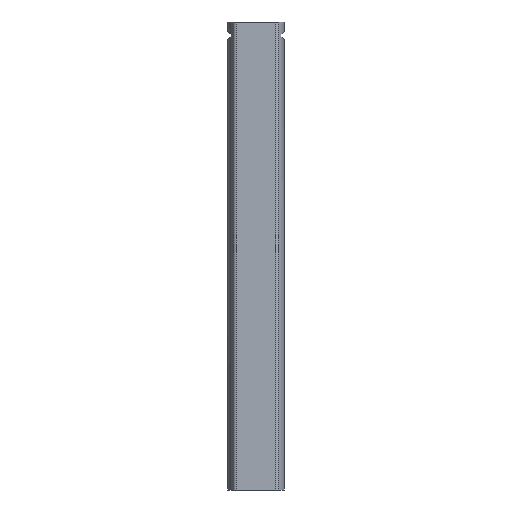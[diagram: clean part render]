
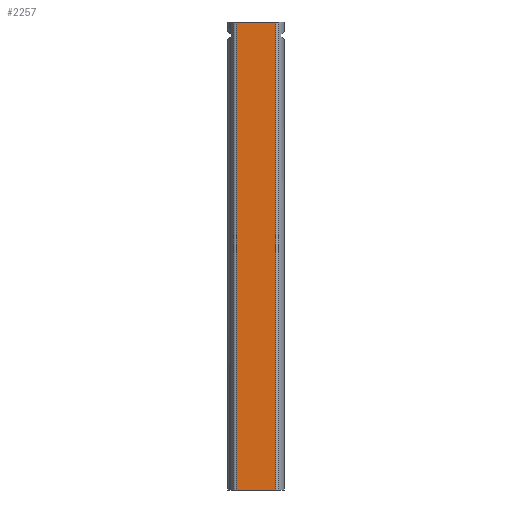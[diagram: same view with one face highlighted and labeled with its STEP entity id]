
A CAD part, left-side view. The second image highlights one B-rep face of the part: STEP entity #2257.
In plain terms, the highlighted planar face has unit normal (-1, 0, 0).
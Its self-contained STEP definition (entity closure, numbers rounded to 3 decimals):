
#22 = FACE_OUTER_BOUND ( 'NONE', #330, .T. ) ;
#148 = ORIENTED_EDGE ( 'NONE', *, *, #2183, .F. ) ;
#252 = DIRECTION ( 'NONE',  ( 0., -1., 0. ) ) ;
#330 = EDGE_LOOP ( 'NONE', ( #2361, #1232, #148, #1724 ) ) ;
#342 = CARTESIAN_POINT ( 'NONE',  ( -89.914, -62.301, -500. ) ) ;
#539 = VECTOR ( 'NONE', #4389, 1000. ) ;
#639 = LINE ( 'NONE', #342, #3905 ) ;
#674 = CARTESIAN_POINT ( 'NONE',  ( -89.914, -20.552, 0. ) ) ;
#701 = CARTESIAN_POINT ( 'NONE',  ( -89.914, -62.301, 1000. ) ) ;
#717 = VERTEX_POINT ( 'NONE', #3490 ) ;
#754 = DIRECTION ( 'NONE',  ( 0., -1., 0. ) ) ;
#808 = VERTEX_POINT ( 'NONE', #701 ) ;
#821 = EDGE_CURVE ( 'NONE', #2862, #717, #3388, .T. ) ;
#932 = EDGE_CURVE ( 'NONE', #1616, #808, #639, .T. ) ;
#941 = VECTOR ( 'NONE', #2301, 1000. ) ;
#1156 = CARTESIAN_POINT ( 'NONE',  ( -89.914, -62.301, 0. ) ) ;
#1232 = ORIENTED_EDGE ( 'NONE', *, *, #932, .T. ) ;
#1315 = LINE ( 'NONE', #674, #3842 ) ;
#1616 = VERTEX_POINT ( 'NONE', #1156 ) ;
#1724 = ORIENTED_EDGE ( 'NONE', *, *, #821, .T. ) ;
#1747 = PLANE ( 'NONE',  #2135 ) ;
#2001 = DIRECTION ( 'NONE',  ( 0., 0., 1. ) ) ;
#2008 = CARTESIAN_POINT ( 'NONE',  ( -89.914, 21.197, 1000. ) ) ;
#2030 = CARTESIAN_POINT ( 'NONE',  ( -89.914, 25.044, -500. ) ) ;
#2135 = AXIS2_PLACEMENT_3D ( 'NONE', #2030, #3808, #754 ) ;
#2183 = EDGE_CURVE ( 'NONE', #2862, #808, #2652, .T. ) ;
#2257 = ADVANCED_FACE ( 'NONE', ( #22 ), #1747, .T. ) ;
#2301 = DIRECTION ( 'NONE',  ( 0., -1., 0. ) ) ;
#2361 = ORIENTED_EDGE ( 'NONE', *, *, #3599, .T. ) ;
#2629 = CARTESIAN_POINT ( 'NONE',  ( -89.914, 25.044, 1000. ) ) ;
#2652 = LINE ( 'NONE', #2629, #941 ) ;
#2862 = VERTEX_POINT ( 'NONE', #2008 ) ;
#3388 = LINE ( 'NONE', #4057, #539 ) ;
#3490 = CARTESIAN_POINT ( 'NONE',  ( -89.914, 21.197, 0. ) ) ;
#3599 = EDGE_CURVE ( 'NONE', #717, #1616, #1315, .T. ) ;
#3808 = DIRECTION ( 'NONE',  ( -1., 0., 0. ) ) ;
#3842 = VECTOR ( 'NONE', #252, 1000. ) ;
#3905 = VECTOR ( 'NONE', #2001, 1000. ) ;
#4057 = CARTESIAN_POINT ( 'NONE',  ( -89.914, 21.197, -500. ) ) ;
#4389 = DIRECTION ( 'NONE',  ( 0., 0., -1. ) ) ;
